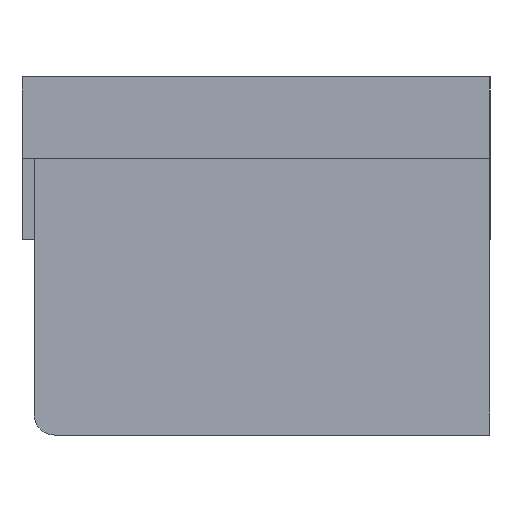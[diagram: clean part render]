
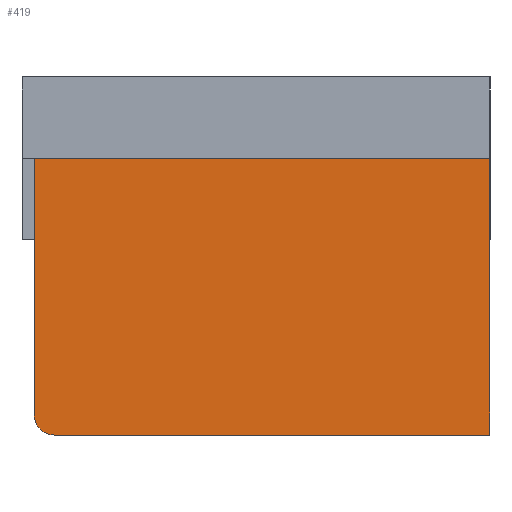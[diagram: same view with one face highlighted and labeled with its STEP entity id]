
A CAD part, left-side view. The second image highlights one B-rep face of the part: STEP entity #419.
In plain terms, the highlighted planar face has unit normal (-1, 0, 0).
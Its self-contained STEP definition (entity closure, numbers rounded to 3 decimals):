
#348=CARTESIAN_POINT('',(11.,10.,-2.));
#349=VERTEX_POINT('',#348);
#356=CARTESIAN_POINT('',(11.,10.,-8.8));
#357=VERTEX_POINT('',#356);
#358=CARTESIAN_POINT('',(11.,10.,-8.8));
#359=DIRECTION('',(0.,0.,1.));
#360=VECTOR('',#359,6.8);
#361=LINE('',#358,#360);
#362=EDGE_CURVE('',#357,#349,#361,.T.);
#380=CARTESIAN_POINT('',(11.,20.95,-9.));
#381=DIRECTION('',(1.,0.,0.));
#382=DIRECTION('',(0.,0.,-1.));
#383=AXIS2_PLACEMENT_3D('',#380,#381,#382);
#384=PLANE('',#383);
#385=CARTESIAN_POINT('',(11.,21.2,-8.3));
#386=VERTEX_POINT('',#385);
#387=CARTESIAN_POINT('',(11.,21.2,-2.));
#388=VERTEX_POINT('',#387);
#389=CARTESIAN_POINT('',(11.,21.2,-8.3));
#390=DIRECTION('',(0.,0.,1.));
#391=VECTOR('',#390,6.3);
#392=LINE('',#389,#391);
#393=EDGE_CURVE('',#386,#388,#392,.T.);
#394=ORIENTED_EDGE('',*,*,#393,.F.);
#395=CARTESIAN_POINT('',(11.,20.7,-8.8));
#396=VERTEX_POINT('',#395);
#397=CARTESIAN_POINT('',(11.,20.7,-8.3));
#398=DIRECTION('',(-1.,-0.,-0.));
#399=DIRECTION('',(0.,0.,-1.));
#400=AXIS2_PLACEMENT_3D('',#397,#398,#399);
#401=CIRCLE('',#400,0.5);
#402=EDGE_CURVE('',#386,#396,#401,.T.);
#403=ORIENTED_EDGE('',*,*,#402,.T.);
#404=CARTESIAN_POINT('',(11.,10.,-8.8));
#405=DIRECTION('',(0.,1.,0.));
#406=VECTOR('',#405,10.7);
#407=LINE('',#404,#406);
#408=EDGE_CURVE('',#357,#396,#407,.T.);
#409=ORIENTED_EDGE('',*,*,#408,.F.);
#410=ORIENTED_EDGE('',*,*,#362,.T.);
#411=CARTESIAN_POINT('',(11.,21.2,-2.));
#412=DIRECTION('',(0.,-1.,0.));
#413=VECTOR('',#412,11.2);
#414=LINE('',#411,#413);
#415=EDGE_CURVE('',#388,#349,#414,.T.);
#416=ORIENTED_EDGE('',*,*,#415,.F.);
#417=EDGE_LOOP('',(#394,#403,#409,#410,#416));
#418=FACE_BOUND('',#417,.T.);
#419=ADVANCED_FACE('',(#418),#384,.F.);
